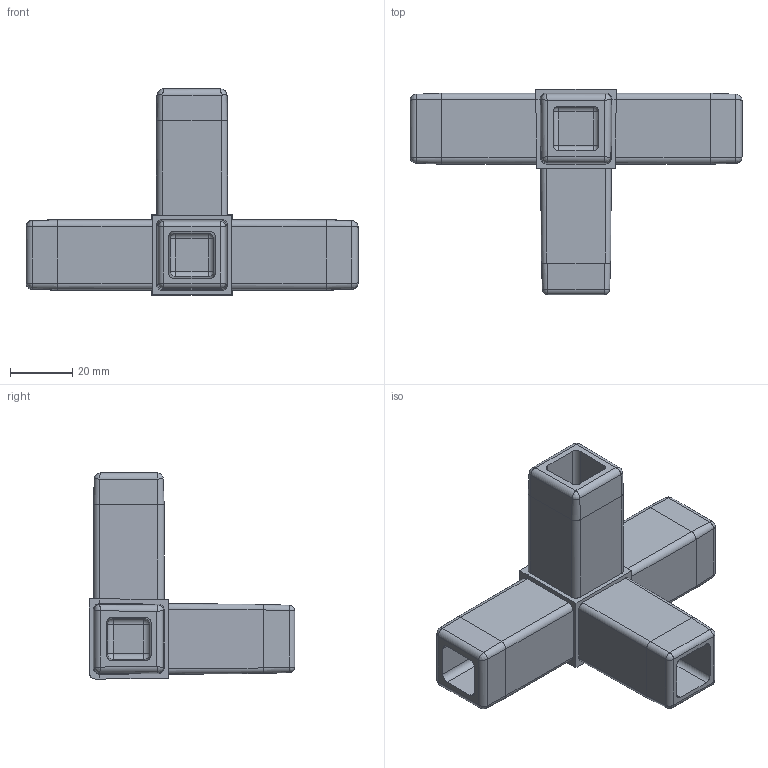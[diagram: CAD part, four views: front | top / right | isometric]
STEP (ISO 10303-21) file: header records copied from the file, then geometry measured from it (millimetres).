
FILE_DESCRIPTION(('STEP AP214'),'1');
FILE_NAME('Future 316 05.15.13.stp','2014-06-26T01:23:16',(' '),(' '),'Spatial InterOp 3D',' ',' ');
FILE_SCHEMA(('automotive_design'));
Length unit declared in the file: metre
Products named in the file (1): 1
Bounding box: 106.68 x 66.04 x 66.23 mm (x, y, z)
Volume: 61372.4 mm3; surface area: 27271.5 mm2
Topology: 1 solids, 1 shells, 179 faces, 440 edges, 244 vertices
Faces by surface type: cylinder 69, plane 66, bspline 24, sphere 20
Entity records: 10024 total; most frequent: CARTESIAN_POINT 4903, ORIENTED_EDGE 832, DIRECTION 654, EDGE_CURVE 416, VERTEX_POINT 244, AXIS2_PLACEMENT_3D 220, LINE 214, VECTOR 214
